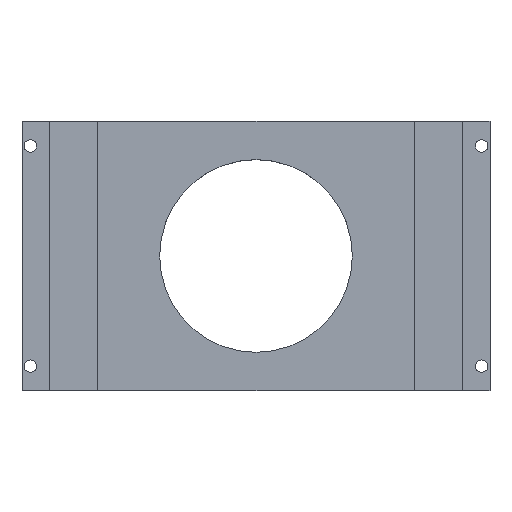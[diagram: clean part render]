
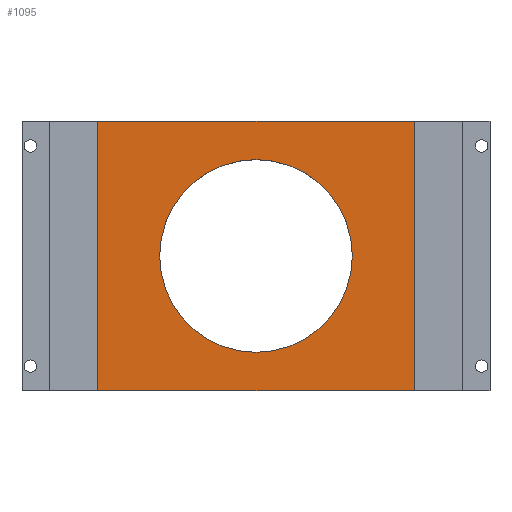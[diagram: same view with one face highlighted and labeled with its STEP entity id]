
A CAD part, top view. The second image highlights one B-rep face of the part: STEP entity #1095.
In plain terms, the highlighted planar face has unit normal (0, 0, 1).
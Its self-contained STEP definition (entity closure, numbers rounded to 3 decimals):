
#10 = CARTESIAN_POINT ( 'NONE',  ( 0., 0., 25. ) ) ;
#44 = VECTOR ( 'NONE', #1661, 1000. ) ;
#45 = ORIENTED_EDGE ( 'NONE', *, *, #1071, .T. ) ;
#105 = CARTESIAN_POINT ( 'NONE',  ( -57.5, 49., 25. ) ) ;
#106 = LINE ( 'NONE', #1283, #240 ) ;
#123 = AXIS2_PLACEMENT_3D ( 'NONE', #751, #1520, #1125 ) ;
#144 = CARTESIAN_POINT ( 'NONE',  ( -35., 0., 25. ) ) ;
#164 = VECTOR ( 'NONE', #222, 1000. ) ;
#222 = DIRECTION ( 'NONE',  ( 1., 0., 0. ) ) ;
#230 = VERTEX_POINT ( 'NONE', #1497 ) ;
#240 = VECTOR ( 'NONE', #1671, 1000. ) ;
#244 = DIRECTION ( 'NONE',  ( 0., 0., 1. ) ) ;
#355 = ORIENTED_EDGE ( 'NONE', *, *, #1515, .T. ) ;
#380 = DIRECTION ( 'NONE',  ( 1., 0., 0. ) ) ;
#495 = VERTEX_POINT ( 'NONE', #144 ) ;
#601 = EDGE_LOOP ( 'NONE', ( #1566, #911 ) ) ;
#650 = EDGE_LOOP ( 'NONE', ( #1526, #45, #1689, #355 ) ) ;
#672 = CARTESIAN_POINT ( 'NONE',  ( 57.5, 0., 25. ) ) ;
#720 = VERTEX_POINT ( 'NONE', #1341 ) ;
#751 = CARTESIAN_POINT ( 'NONE',  ( 0., 0., 25. ) ) ;
#877 = CARTESIAN_POINT ( 'NONE',  ( -75., 49., 25. ) ) ;
#911 = ORIENTED_EDGE ( 'NONE', *, *, #1611, .F. ) ;
#918 = VERTEX_POINT ( 'NONE', #105 ) ;
#958 = DIRECTION ( 'NONE',  ( 0., -1., 0. ) ) ;
#991 = VECTOR ( 'NONE', #958, 1000. ) ;
#1032 = DIRECTION ( 'NONE',  ( 1., 0., 0. ) ) ;
#1071 = EDGE_CURVE ( 'NONE', #1156, #918, #1129, .T. ) ;
#1081 = LINE ( 'NONE', #672, #991 ) ;
#1095 = ADVANCED_FACE ( 'NONE', ( #1397, #1649 ), #1255, .F. ) ;
#1125 = DIRECTION ( 'NONE',  ( -1., 0., 0. ) ) ;
#1129 = LINE ( 'NONE', #877, #44 ) ;
#1148 = AXIS2_PLACEMENT_3D ( 'NONE', #10, #1151, #380 ) ;
#1151 = DIRECTION ( 'NONE',  ( 0., 0., 1. ) ) ;
#1154 = LINE ( 'NONE', #1534, #164 ) ;
#1156 = VERTEX_POINT ( 'NONE', #1248 ) ;
#1224 = EDGE_CURVE ( 'NONE', #230, #495, #1262, .T. ) ;
#1234 = CARTESIAN_POINT ( 'NONE',  ( 57.5, -49., 25. ) ) ;
#1248 = CARTESIAN_POINT ( 'NONE',  ( 57.5, 49., 25. ) ) ;
#1255 = PLANE ( 'NONE',  #123 ) ;
#1262 = CIRCLE ( 'NONE', #1148, 35. ) ;
#1283 = CARTESIAN_POINT ( 'NONE',  ( -57.5, 0., 25. ) ) ;
#1341 = CARTESIAN_POINT ( 'NONE',  ( -57.5, -49., 25. ) ) ;
#1397 = FACE_BOUND ( 'NONE', #601, .T. ) ;
#1414 = CIRCLE ( 'NONE', #1676, 35. ) ;
#1416 = CARTESIAN_POINT ( 'NONE',  ( 0., 0., 25. ) ) ;
#1451 = EDGE_CURVE ( 'NONE', #1156, #1521, #1081, .T. ) ;
#1497 = CARTESIAN_POINT ( 'NONE',  ( 35., 0., 25. ) ) ;
#1515 = EDGE_CURVE ( 'NONE', #720, #1521, #1154, .T. ) ;
#1520 = DIRECTION ( 'NONE',  ( 0., 0., -1. ) ) ;
#1521 = VERTEX_POINT ( 'NONE', #1234 ) ;
#1526 = ORIENTED_EDGE ( 'NONE', *, *, #1451, .F. ) ;
#1534 = CARTESIAN_POINT ( 'NONE',  ( -75., -49., 25. ) ) ;
#1566 = ORIENTED_EDGE ( 'NONE', *, *, #1224, .F. ) ;
#1590 = EDGE_CURVE ( 'NONE', #720, #918, #106, .T. ) ;
#1611 = EDGE_CURVE ( 'NONE', #495, #230, #1414, .T. ) ;
#1649 = FACE_OUTER_BOUND ( 'NONE', #650, .T. ) ;
#1661 = DIRECTION ( 'NONE',  ( -1., 0., 0. ) ) ;
#1671 = DIRECTION ( 'NONE',  ( 0., 1., 0. ) ) ;
#1676 = AXIS2_PLACEMENT_3D ( 'NONE', #1416, #244, #1032 ) ;
#1689 = ORIENTED_EDGE ( 'NONE', *, *, #1590, .F. ) ;
